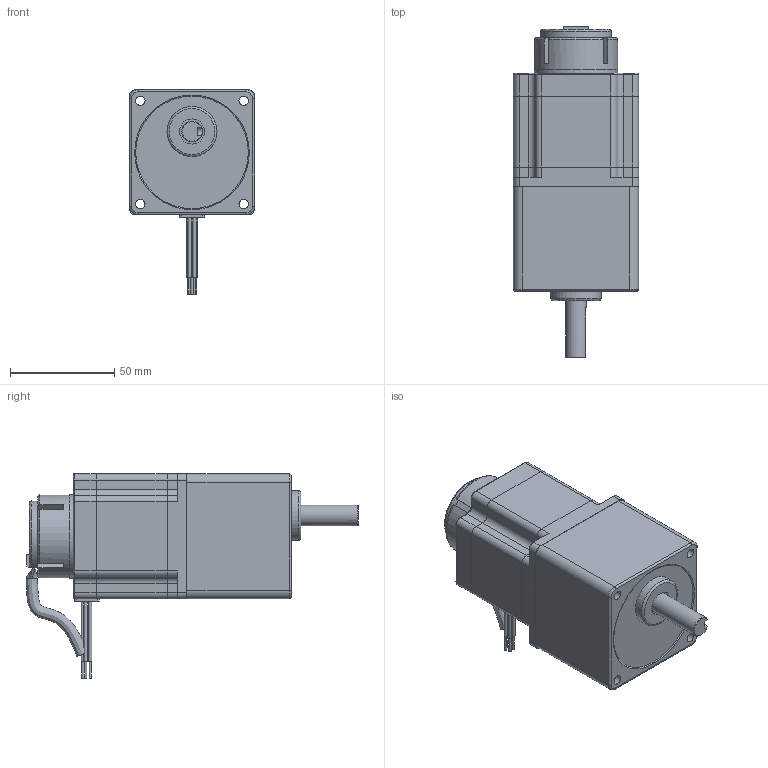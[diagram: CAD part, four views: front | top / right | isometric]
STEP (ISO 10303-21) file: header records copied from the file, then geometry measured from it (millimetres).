
FILE_DESCRIPTION( ( '' ), '1' );
FILE_NAME( 'MS566DG-AO5L-高比平行軸減速機.stp', '2021-11-16T02:25:04', ( 'Dimamotor' ), ( 'Dimamotor' ), 'PSStep 17.0.49', ' ', ' ' );
FILE_SCHEMA( ( 'AUTOMOTIVE_DESIGN { 1 0 10303 214 1 1 1 1 }' ) );
Length unit declared in the file: millimetre
Products named in the file (7): MS566DG-A; MS56-單軸下蓋; MS566D-定子; MS566DG-上蓋; Assem1; AO5L-編碼器; GL650 高比減速機
Assembly tree (6 placements, depth 3):
  Assem1
    AO5L-編碼器
    GL650 高比減速機
    MS566DG-A
      MS56-單軸下蓋
      MS566D-定子
      MS566DG-上蓋
Bounding box: 60 x 159.17 x 98 mm (x, y, z)
Volume: 328404.5 mm3; surface area: 67313.1 mm2
Topology: 5 solids, 5 shells, 238 faces, 583 edges, 374 vertices
Faces by surface type: plane 115, cylinder 94, torus 23, bspline 5, cone 1
Full cylindrical faces by diameter (mm): 1 x5, 1.6 x5, 4.5 x4, 5 x4, 6 x1, 10 x2, 10.5 x1, 12 x2, 24 x1, 40 x2, 54 x1
Entity records: 9554 total; most frequent: CARTESIAN_POINT 1889, DIRECTION 1233, ORIENTED_EDGE 1094, EDGE_CURVE 547, AXIS2_PLACEMENT_3D 467, VERTEX_POINT 369, EDGE_LOOP 308, LINE 299
